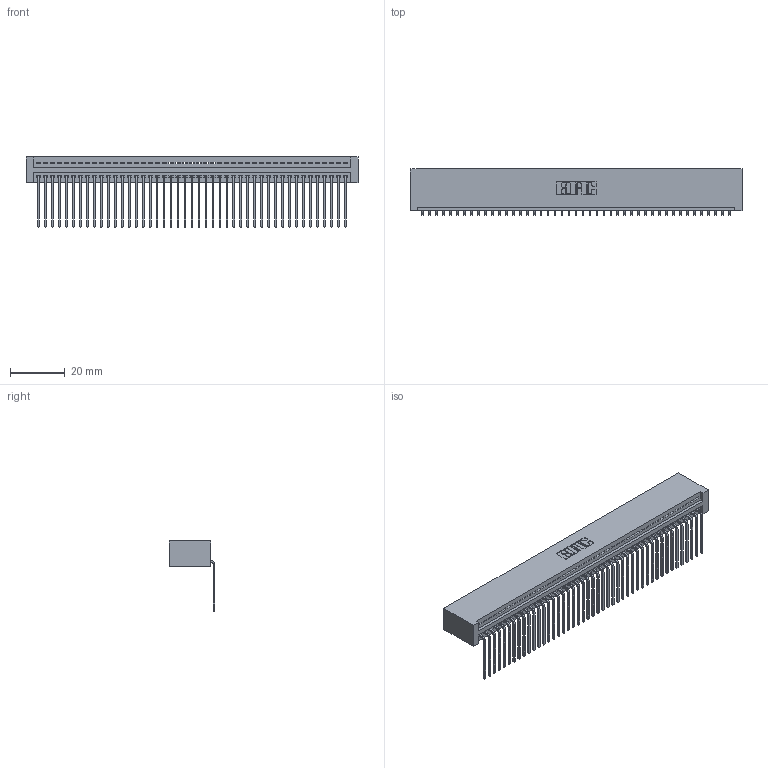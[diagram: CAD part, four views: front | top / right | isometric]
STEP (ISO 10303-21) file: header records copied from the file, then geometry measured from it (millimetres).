
FILE_DESCRIPTION (( 'STEP AP203' ), '1' );
FILE_NAME ('395-045-559-101.STEP', '2019-10-22T19:36:06', ( '' ), ( '' ), 'SwSTEP 2.0', 'SolidWorks 2016', '' );
FILE_SCHEMA (( 'CONFIG_CONTROL_DESIGN' ));
Length unit declared in the file: inch
Products named in the file (3): 345-292-001_558 559 Tail - 1; 345 Part_No Mounting Lugs; 395-045-559-101
Assembly tree (46 placements, depth 2):
  395-045-559-101
    345 Part_No Mounting Lugs
    345-292-001_558 559 Tail - 1  x45
Bounding box: 120.9 x 16.75 x 25.53 mm (x, y, z)
Volume: 12242.5 mm3; surface area: 17381 mm2
Topology: 46 solids, 46 shells, 2818 faces, 8507 edges, 5610 vertices
Faces by surface type: plane 1966, cylinder 852
Entity records: 33271 total; most frequent: CARTESIAN_POINT 5771, ORIENTED_EDGE 5750, DIRECTION 5029, EDGE_CURVE 2875, LINE 2571, VECTOR 2571, VERTEX_POINT 1914, AXIS2_PLACEMENT_3D 1229
